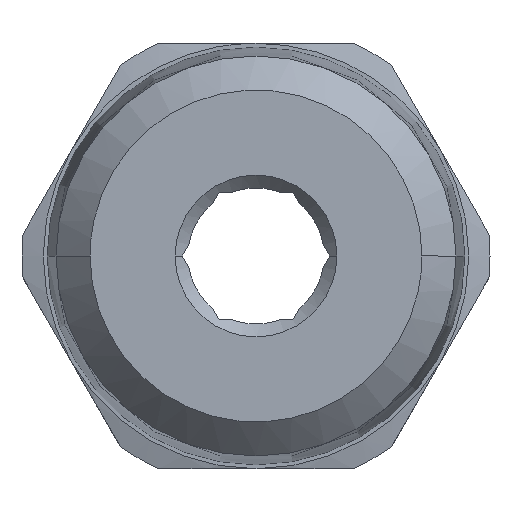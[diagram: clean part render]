
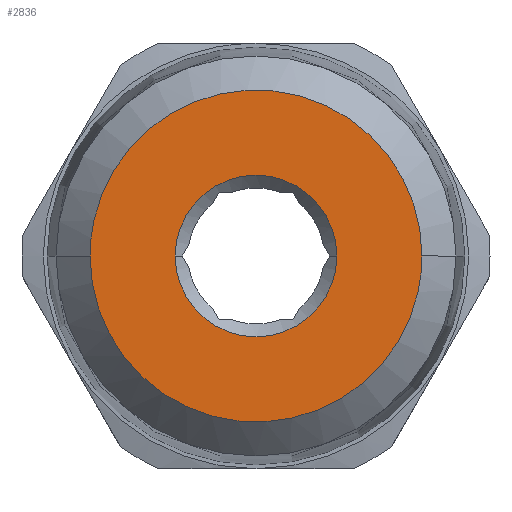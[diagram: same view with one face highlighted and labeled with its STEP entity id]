
A CAD part, front view. The second image highlights one B-rep face of the part: STEP entity #2836.
In plain terms, the highlighted planar face has unit normal (0, -1, 0).
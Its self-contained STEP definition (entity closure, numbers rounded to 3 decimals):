
#2659=CARTESIAN_POINT('Axis2P3D Location',(0.,-7.5,0.)) ;
#2663=CARTESIAN_POINT('Vertex',(1.9,-7.5,0.)) ;
#2665=CARTESIAN_POINT('Vertex',(-1.9,-7.5,0.)) ;
#2698=CARTESIAN_POINT('Axis2P3D Location',(0.,-7.5,0.)) ;
#2767=CARTESIAN_POINT('Axis2P3D Location',(0.,-7.5,0.)) ;
#2773=CARTESIAN_POINT('Control Point',(-3.901,-7.5,0.)) ;
#2774=CARTESIAN_POINT('Control Point',(-3.901,-7.5,-0.387)) ;
#2775=CARTESIAN_POINT('Control Point',(-3.853,-7.5,-0.774)) ;
#2776=CARTESIAN_POINT('Control Point',(-3.757,-7.5,-1.153)) ;
#2777=CARTESIAN_POINT('Control Point',(-3.473,-7.5,-1.88)) ;
#2778=CARTESIAN_POINT('Control Point',(-3.02,-7.5,-2.515)) ;
#2779=CARTESIAN_POINT('Control Point',(-2.755,-7.5,-2.802)) ;
#2780=CARTESIAN_POINT('Control Point',(-2.159,-7.5,-3.306)) ;
#2781=CARTESIAN_POINT('Control Point',(-1.459,-7.5,-3.649)) ;
#2782=CARTESIAN_POINT('Control Point',(-1.089,-7.5,-3.776)) ;
#2783=CARTESIAN_POINT('Control Point',(-0.325,-7.5,-3.935)) ;
#2784=CARTESIAN_POINT('Control Point',(0.454,-7.5,-3.903)) ;
#2785=CARTESIAN_POINT('Control Point',(0.84,-7.5,-3.839)) ;
#2786=CARTESIAN_POINT('Control Point',(1.587,-7.5,-3.616)) ;
#2787=CARTESIAN_POINT('Control Point',(2.257,-7.5,-3.217)) ;
#2788=CARTESIAN_POINT('Control Point',(2.566,-7.5,-2.976)) ;
#2789=CARTESIAN_POINT('Control Point',(3.117,-7.5,-2.424)) ;
#2790=CARTESIAN_POINT('Control Point',(3.516,-7.5,-1.754)) ;
#2791=CARTESIAN_POINT('Control Point',(3.673,-7.5,-1.396)) ;
#2792=CARTESIAN_POINT('Control Point',(3.821,-7.5,-0.898)) ;
#2793=CARTESIAN_POINT('Control Point',(3.885,-7.5,-0.386)) ;
#2794=CARTESIAN_POINT('Control Point',(3.895,-7.5,-0.257)) ;
#2795=CARTESIAN_POINT('Control Point',(3.901,-7.5,-0.129)) ;
#2796=CARTESIAN_POINT('Control Point',(3.901,-7.5,0.)) ;
#2797=CARTESIAN_POINT('Vertex',(-3.901,-7.5,0.)) ;
#2799=CARTESIAN_POINT('Vertex',(3.901,-7.5,0.)) ;
#2803=CARTESIAN_POINT('Control Point',(3.901,-7.5,0.)) ;
#2804=CARTESIAN_POINT('Control Point',(3.901,-7.5,0.387)) ;
#2805=CARTESIAN_POINT('Control Point',(3.853,-7.5,0.774)) ;
#2806=CARTESIAN_POINT('Control Point',(3.757,-7.5,1.153)) ;
#2807=CARTESIAN_POINT('Control Point',(3.473,-7.5,1.88)) ;
#2808=CARTESIAN_POINT('Control Point',(3.02,-7.5,2.515)) ;
#2809=CARTESIAN_POINT('Control Point',(2.755,-7.5,2.802)) ;
#2810=CARTESIAN_POINT('Control Point',(2.159,-7.5,3.306)) ;
#2811=CARTESIAN_POINT('Control Point',(1.459,-7.5,3.649)) ;
#2812=CARTESIAN_POINT('Control Point',(1.089,-7.5,3.776)) ;
#2813=CARTESIAN_POINT('Control Point',(0.325,-7.5,3.935)) ;
#2814=CARTESIAN_POINT('Control Point',(-0.454,-7.5,3.903)) ;
#2815=CARTESIAN_POINT('Control Point',(-0.84,-7.5,3.839)) ;
#2816=CARTESIAN_POINT('Control Point',(-1.587,-7.5,3.616)) ;
#2817=CARTESIAN_POINT('Control Point',(-2.257,-7.5,3.217)) ;
#2818=CARTESIAN_POINT('Control Point',(-2.566,-7.5,2.976)) ;
#2819=CARTESIAN_POINT('Control Point',(-3.117,-7.5,2.424)) ;
#2820=CARTESIAN_POINT('Control Point',(-3.516,-7.5,1.754)) ;
#2821=CARTESIAN_POINT('Control Point',(-3.673,-7.5,1.396)) ;
#2822=CARTESIAN_POINT('Control Point',(-3.821,-7.5,0.898)) ;
#2823=CARTESIAN_POINT('Control Point',(-3.885,-7.5,0.386)) ;
#2824=CARTESIAN_POINT('Control Point',(-3.895,-7.5,0.257)) ;
#2825=CARTESIAN_POINT('Control Point',(-3.901,-7.5,0.129)) ;
#2826=CARTESIAN_POINT('Control Point',(-3.901,-7.5,0.)) ;
#2660=DIRECTION('Axis2P3D Direction',(0.,-1.,0.)) ;
#2699=DIRECTION('Axis2P3D Direction',(0.,-1.,0.)) ;
#2768=DIRECTION('Axis2P3D Direction',(0.,1.,0.)) ;
#2769=DIRECTION('Axis2P3D XDirection',(0.,0.,1.)) ;
#2661=AXIS2_PLACEMENT_3D('Circle Axis2P3D',#2659,#2660,$) ;
#2700=AXIS2_PLACEMENT_3D('Circle Axis2P3D',#2698,#2699,$) ;
#2770=AXIS2_PLACEMENT_3D('Plane Axis2P3D',#2767,#2768,#2769) ;
#2829=ORIENTED_EDGE('',*,*,#2801,.T.) ;
#2830=ORIENTED_EDGE('',*,*,#2827,.T.) ;
#2833=ORIENTED_EDGE('',*,*,#2702,.F.) ;
#2834=ORIENTED_EDGE('',*,*,#2667,.F.) ;
#2835=FACE_BOUND('',#2832,.T.) ;
#2836=ADVANCED_FACE('PN510B-04R18',(#2831,#2835),#2771,.F.) ;
#2772=B_SPLINE_CURVE_WITH_KNOTS('',5,(#2773,#2774,#2775,#2776,#2777,#2778,#2779,#2780,#2781,#2782,#2783,#2784,#2785,#2786,#2787,#2788,#2789,#2790,#2791,#2792,#2793,#2794,#2795,#2796),.UNSPECIFIED.,.F.,.U.,(6,3,3,3,3,3,3,6),(0.,2.737,5.473,8.21,10.946,13.683,16.42,17.329),.UNSPECIFIED.) ;
#2802=B_SPLINE_CURVE_WITH_KNOTS('',5,(#2803,#2804,#2805,#2806,#2807,#2808,#2809,#2810,#2811,#2812,#2813,#2814,#2815,#2816,#2817,#2818,#2819,#2820,#2821,#2822,#2823,#2824,#2825,#2826),.UNSPECIFIED.,.F.,.U.,(6,3,3,3,3,3,3,6),(0.,2.737,5.473,8.21,10.946,13.683,16.42,17.329),.UNSPECIFIED.) ;
#2662=CIRCLE('generated circle',#2661,1.9) ;
#2701=CIRCLE('generated circle',#2700,1.9) ;
#2667=EDGE_CURVE('',#2664,#2666,#2662,.T.) ;
#2702=EDGE_CURVE('',#2666,#2664,#2701,.T.) ;
#2801=EDGE_CURVE('',#2798,#2800,#2772,.T.) ;
#2827=EDGE_CURVE('',#2800,#2798,#2802,.T.) ;
#2828=EDGE_LOOP('',(#2829,#2830)) ;
#2832=EDGE_LOOP('',(#2833,#2834)) ;
#2831=FACE_OUTER_BOUND('',#2828,.T.) ;
#2771=PLANE('',#2770) ;
#2664=VERTEX_POINT('',#2663) ;
#2666=VERTEX_POINT('',#2665) ;
#2798=VERTEX_POINT('',#2797) ;
#2800=VERTEX_POINT('',#2799) ;
